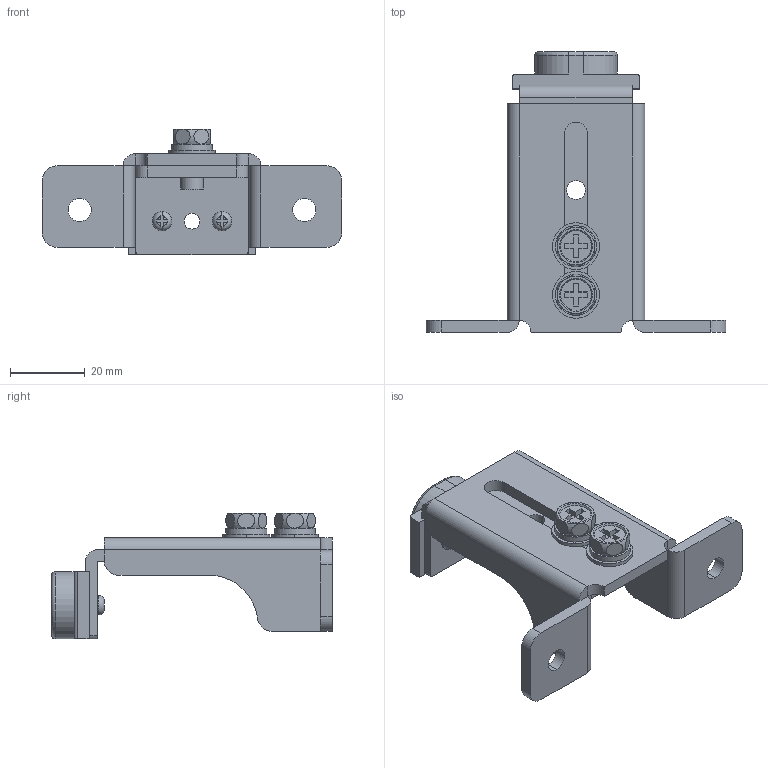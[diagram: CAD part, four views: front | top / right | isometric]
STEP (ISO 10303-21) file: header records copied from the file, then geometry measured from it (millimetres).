
FILE_DESCRIPTION (( 'STEP AP203' ), '1' );
FILE_NAME ('B-77-14.STEP', '2011-10-17T04:11:55', ( '' ), ( '' ), 'SwSTEP 2.0', 'SolidWorks 2011', '' );
FILE_SCHEMA (( 'CONFIG_CONTROL_DESIGN' ));
Length unit declared in the file: millimetre
Products named in the file (9): 廫帤寠晅偒榋妏儃儖僩M6_M6亊12; B-77-14,-15僞僢僺儞僌偹偠_; B-77-14,-15僈僀僪_; B-77-14,-15受け__B-77-14; B-77-14,-15本体__B-77-14; 僗僾儕儞僌儚僢僔儍乕M6_冇11亊冇6亊t1.6; 暯儚僢僔儍乕M6摿庩_冇12.5亊冇6亊t1.0; 十字穴付六角ねじM6（平W・SW付）_首下12mm; B-77-14
Assembly tree (10 placements, depth 3):
  B-77-14
    B-77-14,-15本体__B-77-14
    B-77-14,-15受け__B-77-14
    十字穴付六角ねじM6（平W・SW付）_首下12mm  x2
      廫帤寠晅偒榋妏儃儖僩M6_M6亊12
      僗僾儕儞僌儚僢僔儍乕M6_冇11亊冇6亊t1.6
      暯儚僢僔儍乕M6摿庩_冇12.5亊冇6亊t1.0
    B-77-14,-15僞僢僺儞僌偹偠_  x2
    B-77-14,-15僈僀僪_
Bounding box: 80 x 75 x 33.6 mm (x, y, z)
Volume: 25652.7 mm3; surface area: 20048 mm2
Topology: 11 solids, 11 shells, 241 faces, 581 edges, 372 vertices
Faces by surface type: plane 134, cylinder 73, torus 20, sphere 8, cone 6
Entity records: 6482 total; most frequent: CARTESIAN_POINT 1278, DIRECTION 927, ORIENTED_EDGE 842, EDGE_CURVE 421, AXIS2_PLACEMENT_3D 347, VERTEX_POINT 270, LINE 233, VECTOR 233
